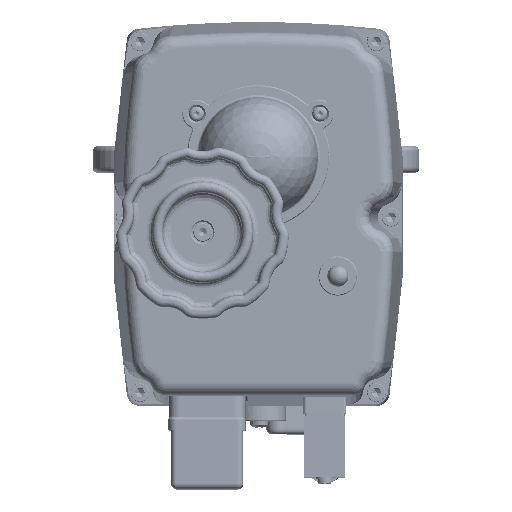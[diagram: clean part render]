
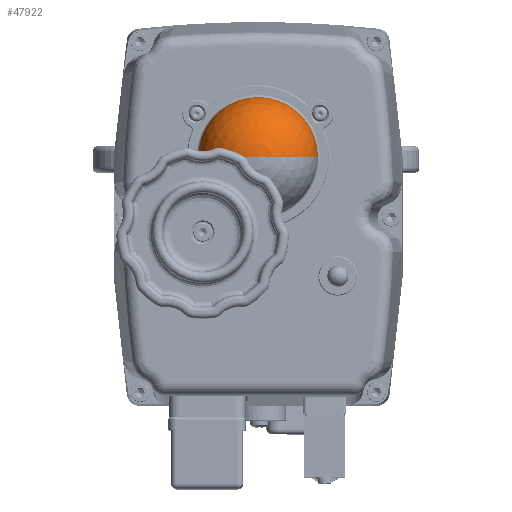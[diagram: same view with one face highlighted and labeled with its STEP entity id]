
A CAD part, top view. The second image highlights one B-rep face of the part: STEP entity #47922.
In plain terms, the highlighted spherical face has radius 22.5 mm.
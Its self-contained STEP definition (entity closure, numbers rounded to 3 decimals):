
#9322 = ORIENTED_EDGE ( 'NONE', *, *, #61881, .T. ) ;
#34108 = DIRECTION ( 'NONE',  ( 0., 0., -1. ) ) ;
#42463 = CIRCLE ( 'NONE', #171419, 22.487 ) ;
#47922 = ADVANCED_FACE ( 'NONE', ( #51906 ), #107728, .T. ) ;
#51906 = FACE_OUTER_BOUND ( 'NONE', #194554, .T. ) ;
#61881 = EDGE_CURVE ( 'NONE', #70415, #149445, #71667, .T. ) ;
#70415 = VERTEX_POINT ( 'NONE', #150672 ) ;
#71667 = CIRCLE ( 'NONE', #227493, 22.5 ) ;
#77113 = AXIS2_PLACEMENT_3D ( 'NONE', #213645, #34108, #233834 ) ;
#107728 = SPHERICAL_SURFACE ( 'NONE', #77113, 22.5 ) ;
#109053 = DIRECTION ( 'NONE',  ( 1., 0., 0. ) ) ;
#109672 = DIRECTION ( 'NONE',  ( 0., 0., -1. ) ) ;
#129875 = CARTESIAN_POINT ( 'NONE',  ( 5.736, 22.387, 46.232 ) ) ;
#145953 = CARTESIAN_POINT ( 'NONE',  ( 5.736, 22.387, 45.46 ) ) ;
#147740 = DIRECTION ( 'NONE',  ( 0., -1., 0. ) ) ;
#149445 = VERTEX_POINT ( 'NONE', #167754 ) ;
#150672 = CARTESIAN_POINT ( 'NONE',  ( 5.736, 44.873, 46.232 ) ) ;
#167754 = CARTESIAN_POINT ( 'NONE',  ( 5.736, -0.1, 46.232 ) ) ;
#171419 = AXIS2_PLACEMENT_3D ( 'NONE', #129875, #109672, #147740 ) ;
#176556 = EDGE_CURVE ( 'NONE', #70415, #149445, #42463, .T. ) ;
#181575 = DIRECTION ( 'NONE',  ( 0., 0., 1. ) ) ;
#194554 = EDGE_LOOP ( 'NONE', ( #9322, #232832 ) ) ;
#213645 = CARTESIAN_POINT ( 'NONE',  ( 5.736, 22.387, 45.46 ) ) ;
#227493 = AXIS2_PLACEMENT_3D ( 'NONE', #145953, #109053, #181575 ) ;
#232832 = ORIENTED_EDGE ( 'NONE', *, *, #176556, .F. ) ;
#233834 = DIRECTION ( 'NONE',  ( 0., 1., 0. ) ) ;
